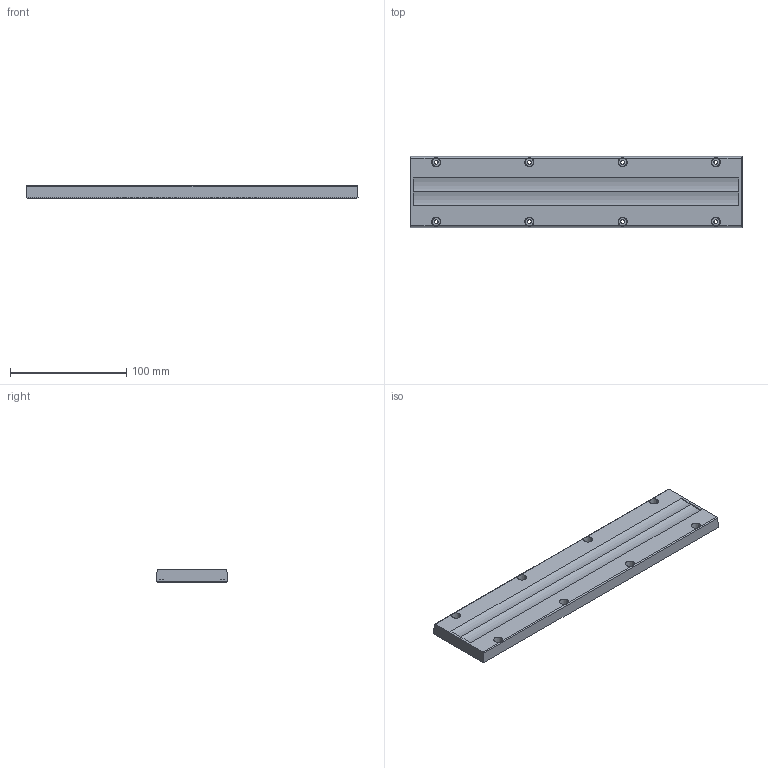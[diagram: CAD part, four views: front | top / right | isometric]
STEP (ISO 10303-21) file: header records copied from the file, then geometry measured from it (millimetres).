
FILE_DESCRIPTION(/* description */ (''),/* implementation_level */ '2;1');
FILE_NAME(/* name */ 'JY-24071-A60110D-28560.stp',/* time_stamp */ '2024-07-08T14:54:59+08:00',/* author */ (''),/* organization */ (''),/* preprocessor_version */ 'ST-DEVELOPER v16',/* originating_system */ 'SIEMENS PLM Software NX 10.0',/* authorisation */ '');
FILE_SCHEMA (('AP203_CONFIGURATION_CONTROLLED_3D_DESIGN_OF_MECHANICAL_PARTS_AND_ASSEMBLIES_MIM_LF { 1 0 10303 403 2 1 2}'));
Products named in the file (1): Admi20C848F6alsg
Bounding box: 285 x 61 x 11 mm (x, y, z)
Volume: 103996.1 mm3; surface area: 86238.8 mm2
Topology: 3 solids, 3 shells, 4641 faces, 9419 edges, 4937 vertices
Faces by surface type: plane 4179, cylinder 219, bspline 107, torus 68, cone 64, extrusion 4
Entity records: 122621 total; most frequent: CARTESIAN_POINT 29368, ORIENTED_EDGE 18838, DIRECTION 18439, EDGE_CURVE 9419, VECTOR 7879, LINE 7875, AXIS2_PLACEMENT_3D 5280, VERTEX_POINT 4937
